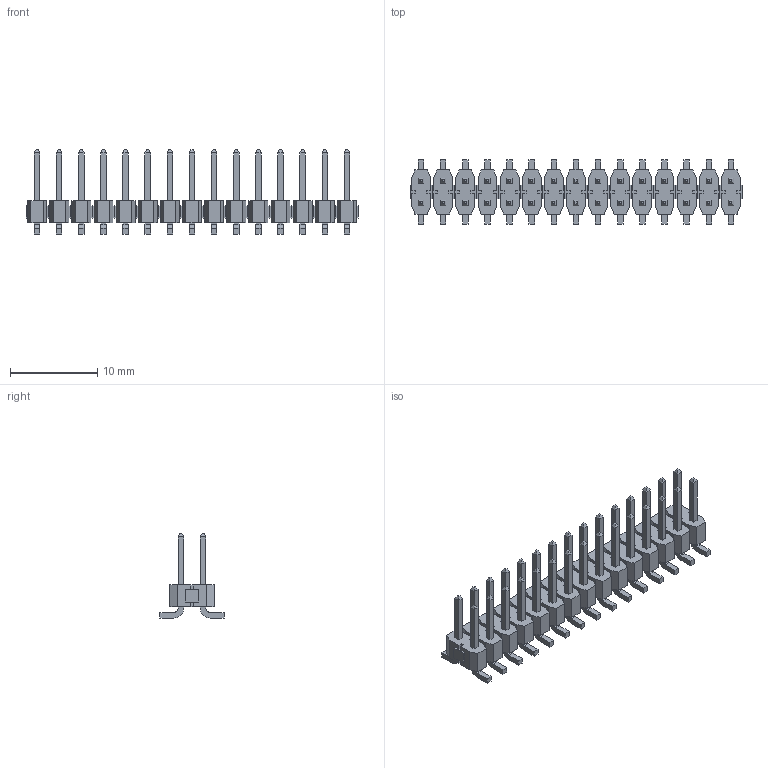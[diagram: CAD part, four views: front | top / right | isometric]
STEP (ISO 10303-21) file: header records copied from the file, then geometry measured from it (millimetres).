
FILE_DESCRIPTION (( 'STEP AP214' ), '1' );
FILE_NAME ('TSM-115-01-G-DV.STEP', '2021-03-11T11:15:21', ( '' ), ( '' ), 'SwSTEP 2.0', 'SolidWorks 2018', '' );
FILE_SCHEMA (( 'AUTOMOTIVE_DESIGN' ));
Length unit declared in the file: millimetre
Products named in the file (1): TSM-115-01-G-DV
Bounding box: 38.1 x 7.37 x 9.65 mm (x, y, z)
Volume: 505 mm3; surface area: 1536.3 mm2
Topology: 15 solids, 15 shells, 1050 faces, 2760 edges, 1800 vertices
Faces by surface type: plane 990, cylinder 60
Entity records: 43334 total; most frequent: CARTESIAN_POINT 5611, ORIENTED_EDGE 5520, DIRECTION 4982, EDGE_CURVE 2760, LINE 2640, VECTOR 2640, VERTEX_POINT 1800, AXIS2_PLACEMENT_3D 1171
